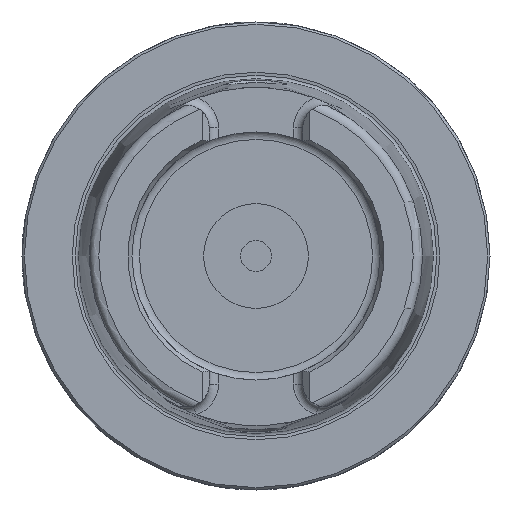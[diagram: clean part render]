
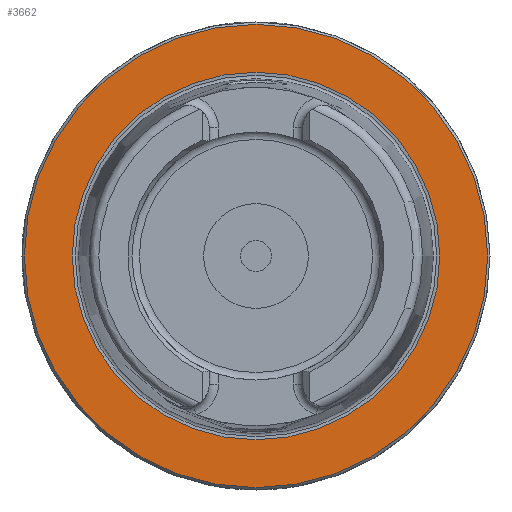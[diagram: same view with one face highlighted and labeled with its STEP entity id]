
A CAD part, left-side view. The second image highlights one B-rep face of the part: STEP entity #3662.
In plain terms, the highlighted planar face has unit normal (-1, 0, 0).
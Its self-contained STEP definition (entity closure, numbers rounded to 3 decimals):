
#691=FACE_BOUND('',#1141,.T.);
#739=PLANE('',#4141);
#943=FACE_OUTER_BOUND('',#1140,.T.);
#1140=EDGE_LOOP('',(#3227));
#1141=EDGE_LOOP('',(#3228));
#1718=CIRCLE('',#4140,39.275);
#1719=CIRCLE('',#4142,49.5);
#2033=VERTEX_POINT('',#7013);
#2034=VERTEX_POINT('',#7017);
#2450=EDGE_CURVE('',#2033,#2033,#1718,.T.);
#2451=EDGE_CURVE('',#2034,#2034,#1719,.T.);
#3227=ORIENTED_EDGE('',*,*,#2451,.F.);
#3228=ORIENTED_EDGE('',*,*,#2450,.T.);
#3662=ADVANCED_FACE('',(#943,#691),#739,.T.);
#4140=AXIS2_PLACEMENT_3D('',#7015,#4984,#4985);
#4141=AXIS2_PLACEMENT_3D('',#7016,#4986,#4987);
#4142=AXIS2_PLACEMENT_3D('',#7018,#4988,#4989);
#4984=DIRECTION('center_axis',(1.,0.,0.));
#4985=DIRECTION('ref_axis',(0.,0.,-1.));
#4986=DIRECTION('center_axis',(-1.,0.,0.));
#4987=DIRECTION('ref_axis',(0.,0.,1.));
#4988=DIRECTION('center_axis',(1.,0.,0.));
#4989=DIRECTION('ref_axis',(0.,0.,-1.));
#7013=CARTESIAN_POINT('',(0.,-39.275,0.));
#7015=CARTESIAN_POINT('Origin',(0.,0.,0.));
#7016=CARTESIAN_POINT('Origin',(0.,49.5,0.));
#7017=CARTESIAN_POINT('',(0.,-49.5,0.));
#7018=CARTESIAN_POINT('Origin',(0.,0.,0.));
